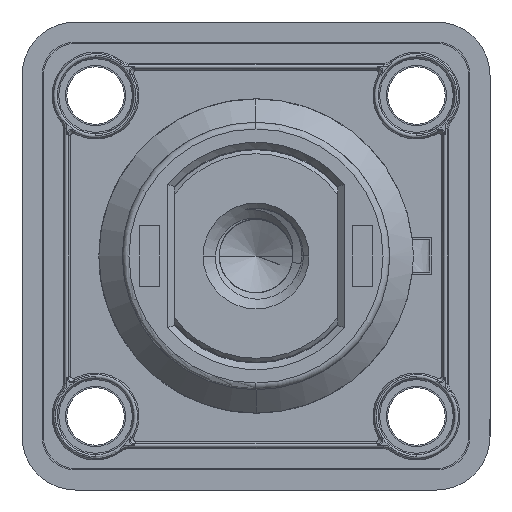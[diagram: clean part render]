
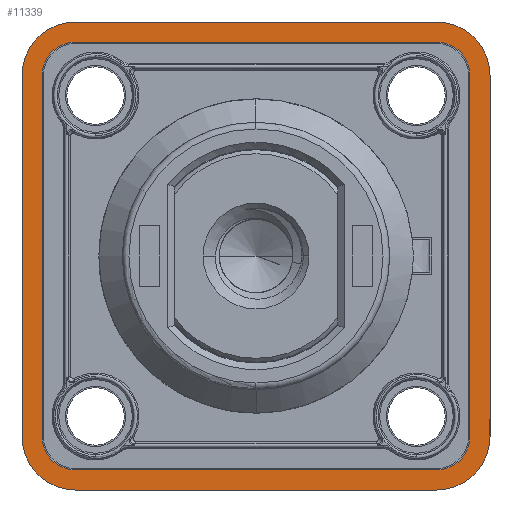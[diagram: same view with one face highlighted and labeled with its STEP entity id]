
A CAD part, left-side view. The second image highlights one B-rep face of the part: STEP entity #11339.
In plain terms, the highlighted face is planar.
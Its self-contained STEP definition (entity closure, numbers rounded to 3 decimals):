
#513=DIRECTION('',(1.,0.,0.));
#514=VECTOR('',#513,27.);
#515=CARTESIAN_POINT('',(-13.5,17.5,-5.));
#516=LINE('',#515,#514);
#525=DIRECTION('',(0.,1.,0.));
#526=VECTOR('',#525,27.);
#527=CARTESIAN_POINT('',(-17.5,-13.5,-5.));
#528=LINE('',#527,#526);
#537=DIRECTION('',(-1.,0.,0.));
#538=VECTOR('',#537,27.);
#539=CARTESIAN_POINT('',(13.5,-17.5,-5.));
#540=LINE('',#539,#538);
#549=DIRECTION('',(0.,-1.,0.));
#550=VECTOR('',#549,27.);
#551=CARTESIAN_POINT('',(17.5,13.5,-5.));
#552=LINE('',#551,#550);
#561=CARTESIAN_POINT('',(-13.5,13.5,-5.));
#562=DIRECTION('',(0.,0.,1.));
#563=DIRECTION('',(0.,1.,0.));
#564=AXIS2_PLACEMENT_3D('',#561,#562,#563);
#566=CARTESIAN_POINT('',(-13.5,-13.5,-5.));
#567=DIRECTION('',(0.,0.,1.));
#568=DIRECTION('',(-1.,0.,0.));
#569=AXIS2_PLACEMENT_3D('',#566,#567,#568);
#571=CARTESIAN_POINT('',(13.5,-13.5,-5.));
#572=DIRECTION('',(0.,0.,1.));
#573=DIRECTION('',(0.,-1.,0.));
#574=AXIS2_PLACEMENT_3D('',#571,#572,#573);
#576=CARTESIAN_POINT('',(13.5,13.5,-5.));
#577=DIRECTION('',(0.,0.,1.));
#578=DIRECTION('',(1.,0.,0.));
#579=AXIS2_PLACEMENT_3D('',#576,#577,#578);
#581=CARTESIAN_POINT('',(-13.5,-13.5,-5.));
#582=DIRECTION('',(0.,0.,-1.));
#583=DIRECTION('',(0.,-1.,0.));
#584=AXIS2_PLACEMENT_3D('',#581,#582,#583);
#586=CARTESIAN_POINT('',(-13.5,13.5,-5.));
#587=DIRECTION('',(0.,0.,-1.));
#588=DIRECTION('',(-1.,0.,0.));
#589=AXIS2_PLACEMENT_3D('',#586,#587,#588);
#591=CARTESIAN_POINT('',(13.5,13.5,-5.));
#592=DIRECTION('',(0.,0.,-1.));
#593=DIRECTION('',(0.,1.,0.));
#594=AXIS2_PLACEMENT_3D('',#591,#592,#593);
#596=CARTESIAN_POINT('',(13.5,-13.5,-5.));
#597=DIRECTION('',(0.,0.,-1.));
#598=DIRECTION('',(1.,0.,0.));
#599=AXIS2_PLACEMENT_3D('',#596,#597,#598);
#609=DIRECTION('',(1.,0.,0.));
#610=VECTOR('',#609,27.);
#611=CARTESIAN_POINT('',(-13.5,-16.,-5.));
#612=LINE('',#611,#610);
#621=DIRECTION('',(0.,1.,0.));
#622=VECTOR('',#621,27.);
#623=CARTESIAN_POINT('',(16.,-13.5,-5.));
#624=LINE('',#623,#622);
#633=DIRECTION('',(-1.,0.,0.));
#634=VECTOR('',#633,27.);
#635=CARTESIAN_POINT('',(13.5,16.,-5.));
#636=LINE('',#635,#634);
#645=DIRECTION('',(0.,-1.,0.));
#646=VECTOR('',#645,27.);
#647=CARTESIAN_POINT('',(-16.,13.5,-5.));
#648=LINE('',#647,#646);
#9275=CARTESIAN_POINT('',(-13.5,17.5,-5.));
#9276=VERTEX_POINT('',#9275);
#9277=CARTESIAN_POINT('',(13.5,17.5,-5.));
#9278=VERTEX_POINT('',#9277);
#9279=CARTESIAN_POINT('',(-17.5,13.5,-5.));
#9280=VERTEX_POINT('',#9279);
#9281=CARTESIAN_POINT('',(-17.5,-13.5,-5.));
#9282=VERTEX_POINT('',#9281);
#9283=CARTESIAN_POINT('',(-13.5,-17.5,-5.));
#9284=VERTEX_POINT('',#9283);
#9285=CARTESIAN_POINT('',(13.5,-17.5,-5.));
#9286=VERTEX_POINT('',#9285);
#9287=CARTESIAN_POINT('',(17.5,-13.5,-5.));
#9288=VERTEX_POINT('',#9287);
#9289=CARTESIAN_POINT('',(17.5,13.5,-5.));
#9290=VERTEX_POINT('',#9289);
#9291=CARTESIAN_POINT('',(-13.5,-16.,-5.));
#9292=CARTESIAN_POINT('',(-16.,-13.5,-5.));
#9293=VERTEX_POINT('',#9291);
#9294=VERTEX_POINT('',#9292);
#9295=CARTESIAN_POINT('',(-16.,13.5,-5.));
#9296=VERTEX_POINT('',#9295);
#9297=CARTESIAN_POINT('',(-13.5,16.,-5.));
#9298=VERTEX_POINT('',#9297);
#9299=CARTESIAN_POINT('',(13.5,16.,-5.));
#9300=VERTEX_POINT('',#9299);
#9301=CARTESIAN_POINT('',(16.,13.5,-5.));
#9302=VERTEX_POINT('',#9301);
#9303=CARTESIAN_POINT('',(16.,-13.5,-5.));
#9304=VERTEX_POINT('',#9303);
#9305=CARTESIAN_POINT('',(13.5,-16.,-5.));
#9306=VERTEX_POINT('',#9305);
#11306=CARTESIAN_POINT('',(0.,0.,-5.));
#11307=DIRECTION('',(0.,0.,1.));
#11308=DIRECTION('',(1.,0.,0.));
#11309=AXIS2_PLACEMENT_3D('',#11306,#11307,#11308);
#11310=PLANE('',#11309);
#11311=ORIENTED_EDGE('',*,*,#11217,.T.);
#11312=ORIENTED_EDGE('',*,*,#11231,.F.);
#11313=ORIENTED_EDGE('',*,*,#11245,.T.);
#11314=ORIENTED_EDGE('',*,*,#11259,.F.);
#11315=ORIENTED_EDGE('',*,*,#11273,.T.);
#11316=ORIENTED_EDGE('',*,*,#11287,.F.);
#11317=ORIENTED_EDGE('',*,*,#11300,.T.);
#11318=ORIENTED_EDGE('',*,*,#11202,.F.);
#11319=EDGE_LOOP('',(#11311,#11312,#11313,#11314,#11315,#11316,#11317,#11318));
#11320=FACE_OUTER_BOUND('',#11319,.F.);
#11322=ORIENTED_EDGE('',*,*,#11321,.T.);
#11324=ORIENTED_EDGE('',*,*,#11323,.F.);
#11326=ORIENTED_EDGE('',*,*,#11325,.T.);
#11328=ORIENTED_EDGE('',*,*,#11327,.F.);
#11330=ORIENTED_EDGE('',*,*,#11329,.T.);
#11332=ORIENTED_EDGE('',*,*,#11331,.F.);
#11334=ORIENTED_EDGE('',*,*,#11333,.T.);
#11336=ORIENTED_EDGE('',*,*,#11335,.F.);
#11337=EDGE_LOOP('',(#11322,#11324,#11326,#11328,#11330,#11332,#11334,#11336));
#11338=FACE_BOUND('',#11337,.F.);
#565=CIRCLE('',#564,4.);
#570=CIRCLE('',#569,4.);
#575=CIRCLE('',#574,4.);
#580=CIRCLE('',#579,4.);
#585=CIRCLE('',#584,2.5);
#590=CIRCLE('',#589,2.5);
#595=CIRCLE('',#594,2.5);
#600=CIRCLE('',#599,2.5);
#11202=EDGE_CURVE('',#9276,#9278,#516,.T.);
#11217=EDGE_CURVE('',#9276,#9280,#565,.T.);
#11231=EDGE_CURVE('',#9282,#9280,#528,.T.);
#11245=EDGE_CURVE('',#9282,#9284,#570,.T.);
#11259=EDGE_CURVE('',#9286,#9284,#540,.T.);
#11273=EDGE_CURVE('',#9286,#9288,#575,.T.);
#11287=EDGE_CURVE('',#9290,#9288,#552,.T.);
#11300=EDGE_CURVE('',#9290,#9278,#580,.T.);
#11321=EDGE_CURVE('',#9293,#9294,#585,.T.);
#11323=EDGE_CURVE('',#9296,#9294,#648,.T.);
#11325=EDGE_CURVE('',#9296,#9298,#590,.T.);
#11327=EDGE_CURVE('',#9300,#9298,#636,.T.);
#11329=EDGE_CURVE('',#9300,#9302,#595,.T.);
#11331=EDGE_CURVE('',#9304,#9302,#624,.T.);
#11333=EDGE_CURVE('',#9304,#9306,#600,.T.);
#11335=EDGE_CURVE('',#9293,#9306,#612,.T.);
#11339=ADVANCED_FACE('',(#11320,#11338),#11310,.F.);
